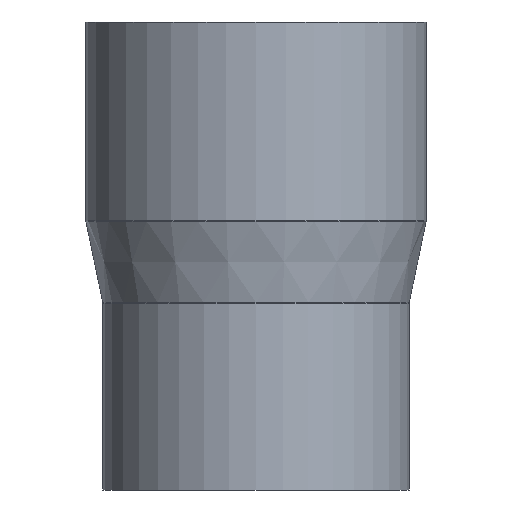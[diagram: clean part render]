
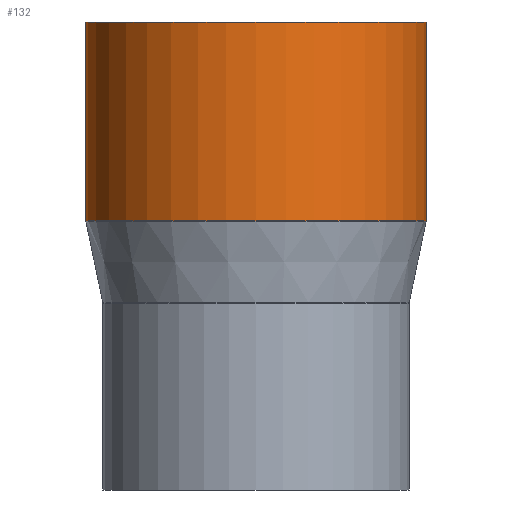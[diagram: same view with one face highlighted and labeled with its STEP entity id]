
A CAD part, front view. The second image highlights one B-rep face of the part: STEP entity #132.
In plain terms, the highlighted cylindrical face has radius 100 mm (diameter 200 mm), a partial arc.
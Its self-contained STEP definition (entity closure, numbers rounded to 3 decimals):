
#8 = FACE_OUTER_BOUND ( 'NONE', #489, .T. ) ;
#17 = CYLINDRICAL_SURFACE ( 'NONE', #530, 100. ) ;
#59 = CARTESIAN_POINT ( 'NONE',  ( 100., 0., 136.68 ) ) ;
#68 = DIRECTION ( 'NONE',  ( -1., 0., 0. ) ) ;
#72 = VECTOR ( 'NONE', #518, 1000. ) ;
#75 = ORIENTED_EDGE ( 'NONE', *, *, #650, .T. ) ;
#92 = VERTEX_POINT ( 'NONE', #143 ) ;
#98 = AXIS2_PLACEMENT_3D ( 'NONE', #445, #342, #228 ) ;
#132 = ADVANCED_FACE ( 'NONE', ( #8 ), #17, .T. ) ;
#143 = CARTESIAN_POINT ( 'NONE',  ( 100., 0., 19.886 ) ) ;
#220 = VERTEX_POINT ( 'NONE', #59 ) ;
#225 = ORIENTED_EDGE ( 'NONE', *, *, #562, .F. ) ;
#228 = DIRECTION ( 'NONE',  ( -1., 0., 0. ) ) ;
#239 = VECTOR ( 'NONE', #451, 1000. ) ;
#261 = AXIS2_PLACEMENT_3D ( 'NONE', #619, #362, #568 ) ;
#295 = ORIENTED_EDGE ( 'NONE', *, *, #603, .T. ) ;
#324 = EDGE_CURVE ( 'NONE', #92, #379, #395, .T. ) ;
#342 = DIRECTION ( 'NONE',  ( 0., 0., -1. ) ) ;
#354 = CARTESIAN_POINT ( 'NONE',  ( 100., 0., -16.533 ) ) ;
#362 = DIRECTION ( 'NONE',  ( 0., 0., -1. ) ) ;
#375 = CARTESIAN_POINT ( 'NONE',  ( -100., 0., -16.533 ) ) ;
#379 = VERTEX_POINT ( 'NONE', #541 ) ;
#395 = CIRCLE ( 'NONE', #98, 100. ) ;
#406 = LINE ( 'NONE', #354, #239 ) ;
#417 = LINE ( 'NONE', #375, #72 ) ;
#445 = CARTESIAN_POINT ( 'NONE',  ( 0., 0., 19.886 ) ) ;
#451 = DIRECTION ( 'NONE',  ( 0., 0., -1. ) ) ;
#489 = EDGE_LOOP ( 'NONE', ( #225, #295, #75, #547 ) ) ;
#518 = DIRECTION ( 'NONE',  ( 0., 0., -1. ) ) ;
#528 = CARTESIAN_POINT ( 'NONE',  ( 0., 0., -16.533 ) ) ;
#529 = VERTEX_POINT ( 'NONE', #559 ) ;
#530 = AXIS2_PLACEMENT_3D ( 'NONE', #528, #630, #68 ) ;
#541 = CARTESIAN_POINT ( 'NONE',  ( -100., 0., 19.886 ) ) ;
#547 = ORIENTED_EDGE ( 'NONE', *, *, #324, .F. ) ;
#559 = CARTESIAN_POINT ( 'NONE',  ( -100., 0., 136.68 ) ) ;
#562 = EDGE_CURVE ( 'NONE', #220, #92, #406, .T. ) ;
#566 = CIRCLE ( 'NONE', #261, 100. ) ;
#568 = DIRECTION ( 'NONE',  ( -1., 0., 0. ) ) ;
#603 = EDGE_CURVE ( 'NONE', #220, #529, #566, .T. ) ;
#619 = CARTESIAN_POINT ( 'NONE',  ( 0., 0., 136.68 ) ) ;
#630 = DIRECTION ( 'NONE',  ( 0., 0., -1. ) ) ;
#650 = EDGE_CURVE ( 'NONE', #529, #379, #417, .T. ) ;
